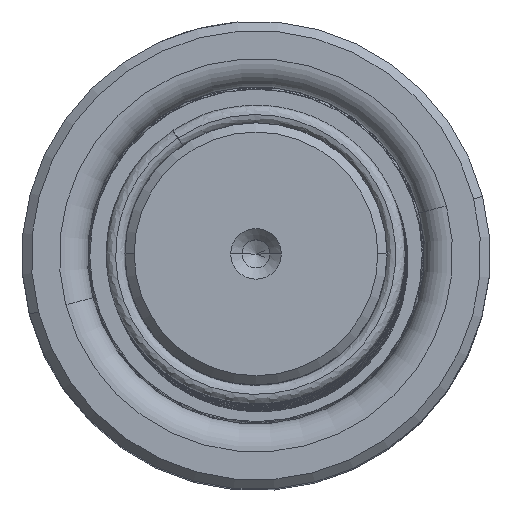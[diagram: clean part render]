
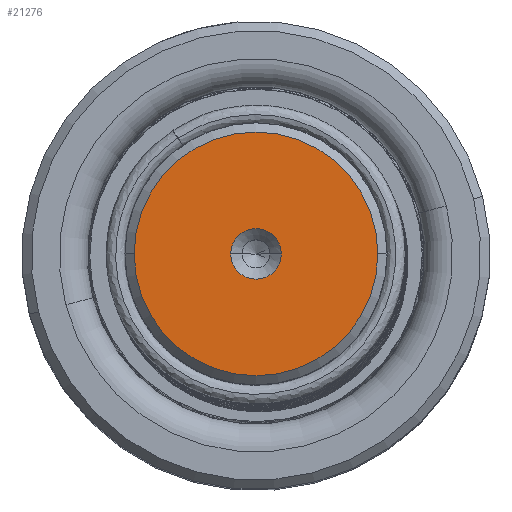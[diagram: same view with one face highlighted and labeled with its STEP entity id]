
A CAD part, top view. The second image highlights one B-rep face of the part: STEP entity #21276.
In plain terms, the highlighted planar face has unit normal (0, 0, 1).
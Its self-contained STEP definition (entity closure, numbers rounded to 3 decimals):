
#2048 = DIRECTION ( 'NONE',  ( 1., 0., 0. ) ) ;
#4289 = EDGE_CURVE ( 'NONE', #6222, #44809, #34313, .T. ) ;
#5993 = VERTEX_POINT ( 'NONE', #25773 ) ;
#6222 = VERTEX_POINT ( 'NONE', #40784 ) ;
#6825 = AXIS2_PLACEMENT_3D ( 'NONE', #38868, #53370, #11991 ) ;
#7198 = EDGE_CURVE ( 'NONE', #25909, #5993, #7519, .T. ) ;
#7519 = CIRCLE ( 'NONE', #18069, 2.7 ) ;
#9577 = EDGE_CURVE ( 'NONE', #5993, #25909, #39315, .T. ) ;
#11774 = ORIENTED_EDGE ( 'NONE', *, *, #9577, .F. ) ;
#11991 = DIRECTION ( 'NONE',  ( 1., 0., 0. ) ) ;
#14538 = AXIS2_PLACEMENT_3D ( 'NONE', #32580, #19021, #32793 ) ;
#15247 = CARTESIAN_POINT ( 'NONE',  ( 13.012, 0., 170. ) ) ;
#15367 = CIRCLE ( 'NONE', #14538, 13.012 ) ;
#18069 = AXIS2_PLACEMENT_3D ( 'NONE', #46075, #45657, #28065 ) ;
#19021 = DIRECTION ( 'NONE',  ( 0., 0., 1. ) ) ;
#21064 = DIRECTION ( 'NONE',  ( 0., 0., 1. ) ) ;
#21276 = ADVANCED_FACE ( 'NONE', ( #43925, #56914 ), #29694, .T. ) ;
#21593 = EDGE_LOOP ( 'NONE', ( #11774, #31832 ) ) ;
#25035 = CARTESIAN_POINT ( 'NONE',  ( 0., 0., 170. ) ) ;
#25773 = CARTESIAN_POINT ( 'NONE',  ( 2.7, 0., 170. ) ) ;
#25909 = VERTEX_POINT ( 'NONE', #33170 ) ;
#28065 = DIRECTION ( 'NONE',  ( 1., 0., 0. ) ) ;
#29694 = PLANE ( 'NONE',  #47730 ) ;
#31474 = CARTESIAN_POINT ( 'NONE',  ( 0., 0., 170. ) ) ;
#31832 = ORIENTED_EDGE ( 'NONE', *, *, #7198, .F. ) ;
#32580 = CARTESIAN_POINT ( 'NONE',  ( 0., 0., 170. ) ) ;
#32793 = DIRECTION ( 'NONE',  ( 1., 0., 0. ) ) ;
#33170 = CARTESIAN_POINT ( 'NONE',  ( -2.7, 0., 170. ) ) ;
#34313 = CIRCLE ( 'NONE', #6825, 13.012 ) ;
#34354 = DIRECTION ( 'NONE',  ( 1., 0., 0. ) ) ;
#38868 = CARTESIAN_POINT ( 'NONE',  ( 0., 0., 170. ) ) ;
#39315 = CIRCLE ( 'NONE', #44775, 2.7 ) ;
#40784 = CARTESIAN_POINT ( 'NONE',  ( -13.012, 0., 170. ) ) ;
#43925 = FACE_BOUND ( 'NONE', #21593, .T. ) ;
#44775 = AXIS2_PLACEMENT_3D ( 'NONE', #31474, #21064, #2048 ) ;
#44809 = VERTEX_POINT ( 'NONE', #15247 ) ;
#45657 = DIRECTION ( 'NONE',  ( 0., 0., 1. ) ) ;
#46075 = CARTESIAN_POINT ( 'NONE',  ( 0., 0., 170. ) ) ;
#47730 = AXIS2_PLACEMENT_3D ( 'NONE', #25035, #57351, #34354 ) ;
#53328 = EDGE_CURVE ( 'NONE', #44809, #6222, #15367, .T. ) ;
#53332 = ORIENTED_EDGE ( 'NONE', *, *, #4289, .T. ) ;
#53370 = DIRECTION ( 'NONE',  ( 0., 0., 1. ) ) ;
#55057 = ORIENTED_EDGE ( 'NONE', *, *, #53328, .T. ) ;
#55195 = EDGE_LOOP ( 'NONE', ( #53332, #55057 ) ) ;
#56914 = FACE_OUTER_BOUND ( 'NONE', #55195, .T. ) ;
#57351 = DIRECTION ( 'NONE',  ( 0., 0., 1. ) ) ;
